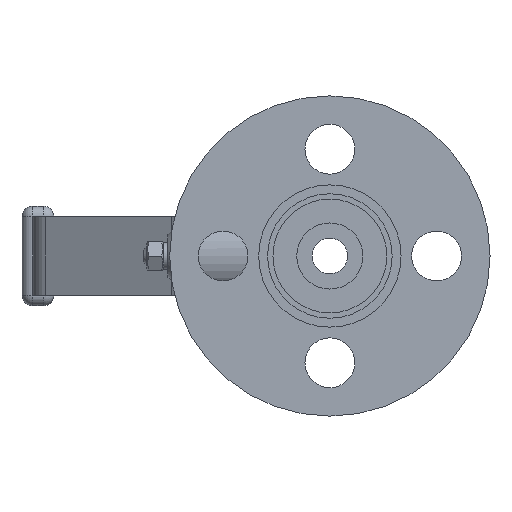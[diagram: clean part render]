
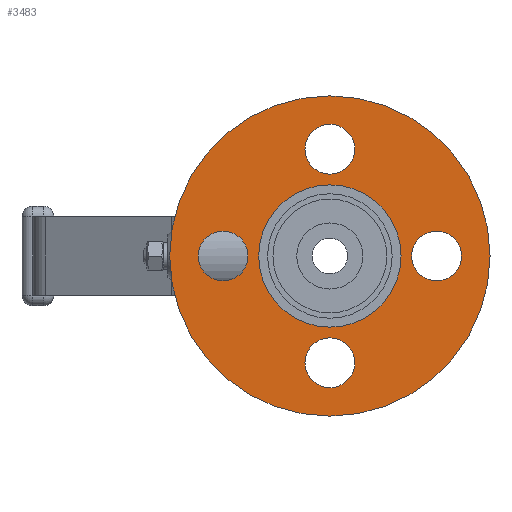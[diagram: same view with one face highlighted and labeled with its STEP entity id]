
A CAD part, left-side view. The second image highlights one B-rep face of the part: STEP entity #3483.
In plain terms, the highlighted planar face has unit normal (-1, 0, 0).
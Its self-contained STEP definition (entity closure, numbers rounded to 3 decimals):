
#3483=ADVANCED_FACE('',(#5602,#5604,#5606,#5608,#5610,#5612),#5614,.T.);
#5602=FACE_BOUND('',#5603,.T.);
#5603=EDGE_LOOP('',(#6674));
#5604=FACE_BOUND('',#5605,.T.);
#5605=EDGE_LOOP('',(#6675));
#5606=FACE_BOUND('',#5607,.T.);
#5607=EDGE_LOOP('',(#6676));
#5608=FACE_BOUND('',#5609,.T.);
#5609=EDGE_LOOP('',(#6677));
#5610=FACE_BOUND('',#5611,.T.);
#5611=EDGE_LOOP('',(#6678));
#5612=FACE_BOUND('',#5613,.T.);
#5613=EDGE_LOOP('',(#6679));
#5614=PLANE('',#5615);
#5615=AXIS2_PLACEMENT_3D('',#5616,#5617,#5618);
#5616=CARTESIAN_POINT('',(-14.,0.,0.));
#5617=DIRECTION('',(-1.,0.,0.));
#5618=DIRECTION('',(0.,1.,0.));
#6674=ORIENTED_EDGE('',*,*,#7163,.F.);
#6675=ORIENTED_EDGE('',*,*,#7164,.T.);
#6676=ORIENTED_EDGE('',*,*,#7165,.T.);
#6677=ORIENTED_EDGE('',*,*,#7166,.T.);
#6678=ORIENTED_EDGE('',*,*,#7167,.T.);
#6679=ORIENTED_EDGE('',*,*,#7168,.T.);
#7163=EDGE_CURVE('',#7904,#7904,#7905,.T.);
#7164=EDGE_CURVE('',#7906,#7906,#7907,.T.);
#7165=EDGE_CURVE('',#7908,#7908,#7909,.T.);
#7166=EDGE_CURVE('',#7910,#7910,#7911,.T.);
#7167=EDGE_CURVE('',#7912,#7912,#7913,.T.);
#7168=EDGE_CURVE('',#7914,#7914,#7915,.T.);
#7904=VERTEX_POINT('',#10307);
#7905=CIRCLE('',#10308,45.);
#7906=VERTEX_POINT('',#10312);
#7907=CIRCLE('',#10313,7.);
#7908=VERTEX_POINT('',#10317);
#7909=CIRCLE('',#10318,7.);
#7910=VERTEX_POINT('',#10322);
#7911=CIRCLE('',#10323,7.);
#7912=VERTEX_POINT('',#10327);
#7913=CIRCLE('',#10328,7.);
#7914=VERTEX_POINT('',#10332);
#7915=CIRCLE('',#10333,20.);
#10307=CARTESIAN_POINT('',(-14.,45.,0.));
#10308=AXIS2_PLACEMENT_3D('',#10309,#10310,#10311);
#10309=CARTESIAN_POINT('',(-14.,0.,0.));
#10310=DIRECTION('',(1.,-0.,-0.));
#10311=DIRECTION('',(0.,1.,0.));
#10312=CARTESIAN_POINT('',(-14.,-30.,7.));
#10313=AXIS2_PLACEMENT_3D('',#10314,#10315,#10316);
#10314=CARTESIAN_POINT('',(-14.,-30.,0.));
#10315=DIRECTION('',(1.,-0.,-0.));
#10316=DIRECTION('',(0.,0.,1.));
#10317=CARTESIAN_POINT('',(-14.,0.,-23.));
#10318=AXIS2_PLACEMENT_3D('',#10319,#10320,#10321);
#10319=CARTESIAN_POINT('',(-14.,0.,-30.));
#10320=DIRECTION('',(1.,-0.,-0.));
#10321=DIRECTION('',(0.,0.,1.));
#10322=CARTESIAN_POINT('',(-14.,30.,7.));
#10323=AXIS2_PLACEMENT_3D('',#10324,#10325,#10326);
#10324=CARTESIAN_POINT('',(-14.,30.,0.));
#10325=DIRECTION('',(1.,-0.,-0.));
#10326=DIRECTION('',(0.,0.,1.));
#10327=CARTESIAN_POINT('',(-14.,0.,37.));
#10328=AXIS2_PLACEMENT_3D('',#10329,#10330,#10331);
#10329=CARTESIAN_POINT('',(-14.,0.,30.));
#10330=DIRECTION('',(1.,-0.,-0.));
#10331=DIRECTION('',(0.,0.,1.));
#10332=CARTESIAN_POINT('',(-14.,20.,0.));
#10333=AXIS2_PLACEMENT_3D('',#10334,#10335,#10336);
#10334=CARTESIAN_POINT('',(-14.,0.,0.));
#10335=DIRECTION('',(1.,-0.,-0.));
#10336=DIRECTION('',(0.,1.,0.));
